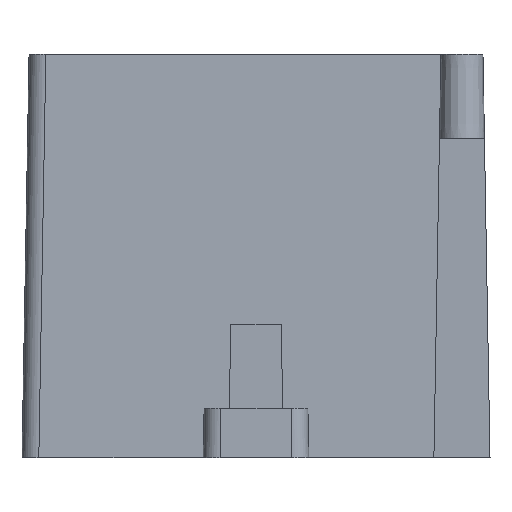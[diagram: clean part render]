
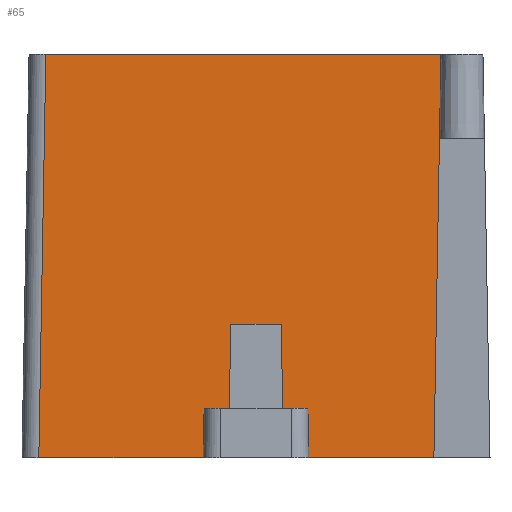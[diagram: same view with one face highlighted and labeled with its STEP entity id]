
A CAD part, front view. The second image highlights one B-rep face of the part: STEP entity #65.
In plain terms, the highlighted planar face has unit normal (0, -1, 0.016).
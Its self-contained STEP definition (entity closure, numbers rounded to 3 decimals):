
#65=ADVANCED_FACE('',(#141),#105,.T.);
#105=PLANE('',#944);
#141=FACE_OUTER_BOUND('',#187,.T.);
#187=EDGE_LOOP('',(#332,#333,#334,#335,#336,#337,#338,#339,#340,#341,#342,
#343,#344));
#332=ORIENTED_EDGE('',*,*,#618,.F.);
#333=ORIENTED_EDGE('',*,*,#647,.T.);
#334=ORIENTED_EDGE('',*,*,#634,.F.);
#335=ORIENTED_EDGE('',*,*,#648,.F.);
#336=ORIENTED_EDGE('',*,*,#616,.T.);
#337=ORIENTED_EDGE('',*,*,#646,.F.);
#338=ORIENTED_EDGE('',*,*,#606,.F.);
#339=ORIENTED_EDGE('',*,*,#649,.F.);
#340=ORIENTED_EDGE('',*,*,#637,.T.);
#341=ORIENTED_EDGE('',*,*,#580,.F.);
#342=ORIENTED_EDGE('',*,*,#640,.T.);
#343=ORIENTED_EDGE('',*,*,#612,.F.);
#344=ORIENTED_EDGE('',*,*,#642,.T.);
#496=VERTEX_POINT('',#1224);
#497=VERTEX_POINT('',#1226);
#522=VERTEX_POINT('',#1277);
#523=VERTEX_POINT('',#1279);
#528=VERTEX_POINT('',#1289);
#529=VERTEX_POINT('',#1291);
#532=VERTEX_POINT('',#1299);
#533=VERTEX_POINT('',#1300);
#534=VERTEX_POINT('',#1302);
#535=VERTEX_POINT('',#1304);
#541=VERTEX_POINT('',#1317);
#547=VERTEX_POINT('',#1332);
#549=VERTEX_POINT('',#1336);
#580=EDGE_CURVE('',#496,#497,#707,.T.);
#606=EDGE_CURVE('',#522,#523,#727,.T.);
#612=EDGE_CURVE('',#528,#529,#731,.T.);
#616=EDGE_CURVE('',#532,#533,#733,.T.);
#618=EDGE_CURVE('',#534,#535,#735,.T.);
#634=EDGE_CURVE('',#549,#547,#748,.T.);
#637=EDGE_CURVE('',#541,#497,#751,.T.);
#640=EDGE_CURVE('',#496,#529,#754,.T.);
#642=EDGE_CURVE('',#528,#535,#756,.T.);
#646=EDGE_CURVE('',#523,#533,#760,.T.);
#647=EDGE_CURVE('',#534,#547,#761,.T.);
#648=EDGE_CURVE('',#532,#549,#762,.T.);
#649=EDGE_CURVE('',#541,#522,#763,.T.);
#707=LINE('',#1225,#811);
#727=LINE('',#1278,#831);
#731=LINE('',#1290,#835);
#733=LINE('',#1298,#837);
#735=LINE('',#1303,#839);
#748=LINE('',#1337,#852);
#751=LINE('',#1342,#855);
#754=LINE('',#1347,#858);
#756=LINE('',#1350,#860);
#760=LINE('',#1358,#864);
#761=LINE('',#1360,#865);
#762=LINE('',#1361,#866);
#763=LINE('',#1362,#867);
#811=VECTOR('',#986,1.);
#831=VECTOR('',#1020,1.);
#835=VECTOR('',#1028,1.);
#837=VECTOR('',#1036,1.);
#839=VECTOR('',#1038,1.);
#852=VECTOR('',#1063,1.);
#855=VECTOR('',#1070,1.);
#858=VECTOR('',#1077,1.);
#860=VECTOR('',#1081,1.);
#864=VECTOR('',#1093,1.);
#865=VECTOR('',#1096,1.);
#866=VECTOR('',#1097,1.);
#867=VECTOR('',#1098,1.);
#944=AXIS2_PLACEMENT_3D('',#1363,#1099,#1100);
#986=DIRECTION('',(1.,0.,0.));
#1020=DIRECTION('',(-1.,0.,0.));
#1028=DIRECTION('',(-1.,0.,0.));
#1036=DIRECTION('',(1.,0.,0.));
#1038=DIRECTION('',(-1.,0.,0.));
#1063=DIRECTION('',(-1.,0.,0.));
#1070=DIRECTION('',(0.017,0.016,1.));
#1077=DIRECTION('',(-0.017,-0.016,-1.));
#1081=DIRECTION('',(0.017,0.016,1.));
#1093=DIRECTION('',(-0.017,0.016,1.));
#1096=DIRECTION('',(0.017,0.016,1.));
#1097=DIRECTION('',(-0.017,0.016,1.));
#1098=DIRECTION('',(-0.017,-0.016,-1.));
#1099=DIRECTION('',(0.,-1.,0.016));
#1100=DIRECTION('',(0.,0.016,1.));
#1224=CARTESIAN_POINT('',(-12.499,-3.7,10.3));
#1225=CARTESIAN_POINT('',(-13.499,-3.7,10.3));
#1226=CARTESIAN_POINT('',(11.001,-3.701,10.3));
#1277=CARTESIAN_POINT('',(10.582,-4.076,-13.7));
#1278=CARTESIAN_POINT('',(-13.499,-4.075,-13.7));
#1279=CARTESIAN_POINT('',(3.14,-4.075,-13.7));
#1289=CARTESIAN_POINT('',(-3.138,-4.075,-13.7));
#1290=CARTESIAN_POINT('',(-13.499,-4.075,-13.7));
#1291=CARTESIAN_POINT('',(-12.918,-4.075,-13.7));
#1298=CARTESIAN_POINT('',(3.001,-4.029,-10.75));
#1299=CARTESIAN_POINT('',(1.588,-4.029,-10.75));
#1300=CARTESIAN_POINT('',(3.088,-4.029,-10.75));
#1302=CARTESIAN_POINT('',(-1.586,-4.029,-10.75));
#1303=CARTESIAN_POINT('',(-13.499,-4.029,-10.75));
#1304=CARTESIAN_POINT('',(-3.086,-4.029,-10.75));
#1317=CARTESIAN_POINT('',(10.914,-3.779,5.3));
#1332=CARTESIAN_POINT('',(-1.499,-3.951,-5.75));
#1336=CARTESIAN_POINT('',(1.501,-3.951,-5.75));
#1337=CARTESIAN_POINT('',(-13.499,-3.951,-5.75));
#1342=CARTESIAN_POINT('',(11.001,-3.701,10.286));
#1347=CARTESIAN_POINT('',(-12.5,-3.7,10.283));
#1350=CARTESIAN_POINT('',(-3.138,-4.075,-13.705));
#1358=CARTESIAN_POINT('',(2.716,-3.696,10.583));
#1360=CARTESIAN_POINT('',(-1.499,-3.951,-5.731));
#1361=CARTESIAN_POINT('',(1.216,-3.696,10.557));
#1362=CARTESIAN_POINT('',(10.993,-3.707,9.873));
#1363=CARTESIAN_POINT('',(-13.499,-3.7,10.3));
